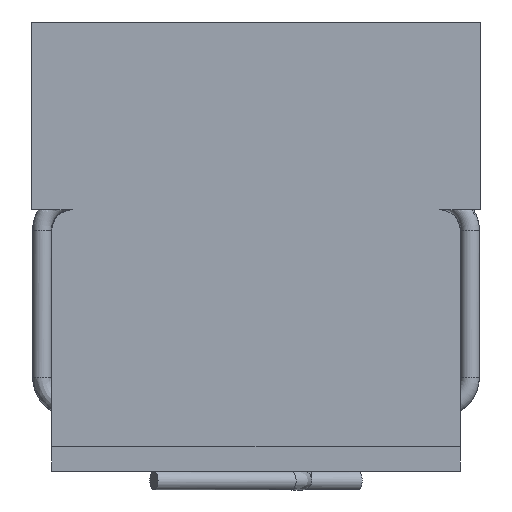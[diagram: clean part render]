
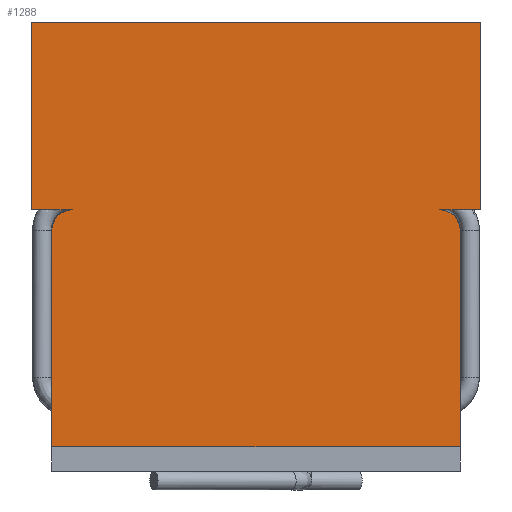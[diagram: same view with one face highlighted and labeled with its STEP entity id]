
A CAD part, left-side view. The second image highlights one B-rep face of the part: STEP entity #1288.
In plain terms, the highlighted face is planar.
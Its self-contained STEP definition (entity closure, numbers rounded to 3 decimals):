
#90=CIRCLE('',#1362,0.025);
#107=CIRCLE('',#1405,0.025);
#454=ORIENTED_EDGE('',*,*,#535,.F.);
#455=ORIENTED_EDGE('',*,*,#629,.F.);
#456=ORIENTED_EDGE('',*,*,#632,.F.);
#457=ORIENTED_EDGE('',*,*,#633,.T.);
#458=ORIENTED_EDGE('',*,*,#623,.F.);
#459=ORIENTED_EDGE('',*,*,#627,.F.);
#460=ORIENTED_EDGE('',*,*,#603,.F.);
#461=ORIENTED_EDGE('',*,*,#568,.F.);
#462=ORIENTED_EDGE('',*,*,#570,.F.);
#463=ORIENTED_EDGE('',*,*,#513,.T.);
#513=EDGE_CURVE('',#668,#667,#778,.T.);
#535=EDGE_CURVE('',#688,#667,#90,.T.);
#568=EDGE_CURVE('',#713,#714,#811,.T.);
#570=EDGE_CURVE('',#668,#713,#813,.T.);
#603=EDGE_CURVE('',#714,#734,#107,.T.);
#623=EDGE_CURVE('',#747,#748,#833,.T.);
#627=EDGE_CURVE('',#734,#747,#836,.T.);
#629=EDGE_CURVE('',#750,#688,#838,.T.);
#632=EDGE_CURVE('',#751,#750,#840,.T.);
#633=EDGE_CURVE('',#751,#748,#841,.T.);
#667=VERTEX_POINT('',#2023);
#668=VERTEX_POINT('',#2025);
#688=VERTEX_POINT('',#2072);
#713=VERTEX_POINT('',#2393);
#714=VERTEX_POINT('',#2395);
#734=VERTEX_POINT('',#2559);
#747=VERTEX_POINT('',#3023);
#748=VERTEX_POINT('',#3024);
#750=VERTEX_POINT('',#3035);
#751=VERTEX_POINT('',#3072);
#778=LINE('',#2024,#868);
#811=LINE('',#2394,#901);
#813=LINE('',#2398,#903);
#833=LINE('',#3022,#923);
#836=LINE('',#3032,#926);
#838=LINE('',#3036,#928);
#840=LINE('',#3073,#930);
#841=LINE('',#3075,#931);
#868=VECTOR('',#1525,1000.);
#901=VECTOR('',#1614,1000.);
#903=VECTOR('',#1618,1000.);
#923=VECTOR('',#1722,1000.);
#926=VECTOR('',#1733,1000.);
#928=VECTOR('',#1737,1000.);
#930=VECTOR('',#1741,1000.);
#931=VECTOR('',#1744,1000.);
#1048=EDGE_LOOP('',(#454,#455,#456,#457,#458,#459,#460,#461,#462,#463));
#1170=FACE_BOUND('',#1048,.T.);
#1206=PLANE('',#1433);
#1288=ADVANCED_FACE('',(#1170),#1206,.F.);
#1362=AXIS2_PLACEMENT_3D('',#2073,#1555,#1556);
#1405=AXIS2_PLACEMENT_3D('',#2573,#1676,#1677);
#1433=AXIS2_PLACEMENT_3D('',#3074,#1742,#1743);
#1525=DIRECTION('',(0.,0.,-1.));
#1555=DIRECTION('',(0.,1.,0.));
#1556=DIRECTION('',(0.,0.,1.));
#1614=DIRECTION('',(0.,0.,-1.));
#1618=DIRECTION('',(1.,0.,0.));
#1676=DIRECTION('',(0.,1.,0.));
#1677=DIRECTION('',(0.,0.,1.));
#1722=DIRECTION('',(0.,0.,-1.));
#1733=DIRECTION('',(1.,0.,0.));
#1737=DIRECTION('',(1.,0.,0.));
#1741=DIRECTION('',(0.,0.,1.));
#1742=DIRECTION('',(0.,1.,0.));
#1743=DIRECTION('',(0.,0.,1.));
#1744=DIRECTION('',(1.,0.,0.));
#2023=CARTESIAN_POINT('',(-0.25,-0.5,0.025));
#2024=CARTESIAN_POINT('',(-0.25,-0.5,0.23));
#2025=CARTESIAN_POINT('',(-0.25,-0.5,0.29));
#2072=CARTESIAN_POINT('',(-0.225,-0.5,0.));
#2073=CARTESIAN_POINT('',(-0.225,-0.5,0.025));
#2393=CARTESIAN_POINT('',(0.25,-0.5,0.29));
#2394=CARTESIAN_POINT('',(0.25,-0.5,0.23));
#2395=CARTESIAN_POINT('',(0.25,-0.5,0.025));
#2398=CARTESIAN_POINT('',(-0.25,-0.5,0.29));
#2559=CARTESIAN_POINT('',(0.225,-0.5,0.));
#2573=CARTESIAN_POINT('',(0.225,-0.5,0.025));
#3022=CARTESIAN_POINT('',(0.275,-0.5,0.));
#3023=CARTESIAN_POINT('',(0.275,-0.5,0.));
#3024=CARTESIAN_POINT('',(0.275,-0.5,-0.23));
#3032=CARTESIAN_POINT('',(-0.25,-0.5,0.));
#3035=CARTESIAN_POINT('',(-0.275,-0.5,0.));
#3036=CARTESIAN_POINT('',(-0.25,-0.5,0.));
#3072=CARTESIAN_POINT('',(-0.275,-0.5,-0.23));
#3073=CARTESIAN_POINT('',(-0.275,-0.5,-0.23));
#3074=CARTESIAN_POINT('',(-0.25,-0.5,0.23));
#3075=CARTESIAN_POINT('',(-0.25,-0.5,-0.23));
